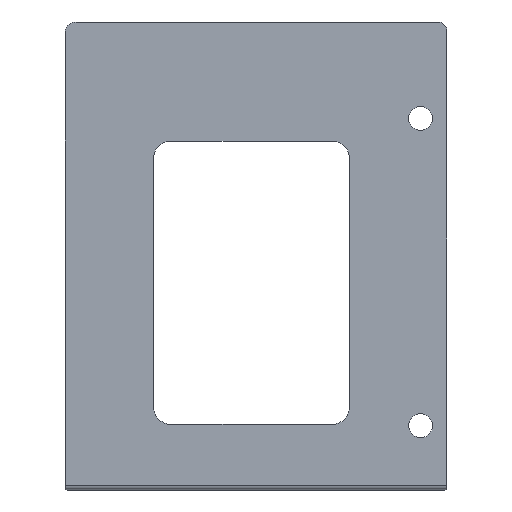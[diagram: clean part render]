
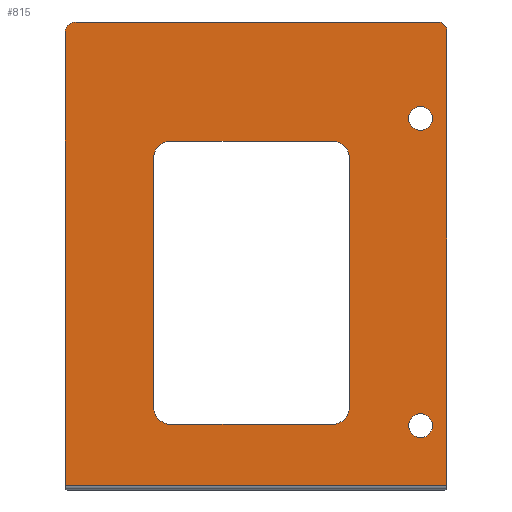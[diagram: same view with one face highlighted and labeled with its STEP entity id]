
A CAD part, top view. The second image highlights one B-rep face of the part: STEP entity #815.
In plain terms, the highlighted planar face has unit normal (0, 0, 1).
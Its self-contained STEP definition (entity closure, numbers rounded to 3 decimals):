
#26=FACE_BOUND('',#107,.T.);
#27=FACE_BOUND('',#108,.T.);
#28=FACE_BOUND('',#109,.T.);
#37=PLANE('',#891);
#55=FACE_OUTER_BOUND('',#106,.T.);
#106=EDGE_LOOP('',(#585,#586,#587,#588,#589,#590));
#107=EDGE_LOOP('',(#591));
#108=EDGE_LOOP('',(#592));
#109=EDGE_LOOP('',(#593,#594,#595,#596,#597,#598,#599,#600));
#159=LINE('',#1266,#225);
#171=LINE('',#1310,#237);
#172=LINE('',#1313,#238);
#176=LINE('',#1324,#242);
#177=LINE('',#1331,#243);
#178=LINE('',#1335,#244);
#179=LINE('',#1339,#245);
#180=LINE('',#1343,#246);
#225=VECTOR('',#989,10.);
#237=VECTOR('',#1027,10.);
#238=VECTOR('',#1030,10.);
#242=VECTOR('',#1040,10.);
#243=VECTOR('',#1045,10.);
#244=VECTOR('',#1048,10.);
#245=VECTOR('',#1051,10.);
#246=VECTOR('',#1054,10.);
#288=CIRCLE('',#873,2.);
#296=CIRCLE('',#884,2.5);
#301=CIRCLE('',#892,2.75);
#302=CIRCLE('',#893,2.75);
#303=CIRCLE('',#894,4.);
#304=CIRCLE('',#895,4.);
#305=CIRCLE('',#896,4.);
#306=CIRCLE('',#897,4.);
#345=VERTEX_POINT('',#1256);
#346=VERTEX_POINT('',#1258);
#348=VERTEX_POINT('',#1264);
#362=VERTEX_POINT('',#1296);
#367=VERTEX_POINT('',#1308);
#368=VERTEX_POINT('',#1312);
#373=VERTEX_POINT('',#1325);
#374=VERTEX_POINT('',#1327);
#375=VERTEX_POINT('',#1329);
#376=VERTEX_POINT('',#1330);
#377=VERTEX_POINT('',#1332);
#378=VERTEX_POINT('',#1334);
#379=VERTEX_POINT('',#1336);
#380=VERTEX_POINT('',#1338);
#381=VERTEX_POINT('',#1340);
#382=VERTEX_POINT('',#1342);
#421=EDGE_CURVE('',#345,#346,#288,.T.);
#425=EDGE_CURVE('',#348,#345,#159,.F.);
#440=EDGE_CURVE('',#362,#348,#296,.T.);
#447=EDGE_CURVE('',#362,#367,#171,.T.);
#448=EDGE_CURVE('',#346,#368,#172,.T.);
#454=EDGE_CURVE('',#367,#368,#176,.T.);
#455=EDGE_CURVE('',#373,#373,#301,.T.);
#456=EDGE_CURVE('',#374,#374,#302,.T.);
#457=EDGE_CURVE('',#375,#376,#177,.T.);
#458=EDGE_CURVE('',#375,#377,#303,.T.);
#459=EDGE_CURVE('',#378,#377,#178,.T.);
#460=EDGE_CURVE('',#378,#379,#304,.T.);
#461=EDGE_CURVE('',#380,#379,#179,.T.);
#462=EDGE_CURVE('',#380,#381,#305,.T.);
#463=EDGE_CURVE('',#382,#381,#180,.T.);
#464=EDGE_CURVE('',#382,#376,#306,.T.);
#585=ORIENTED_EDGE('',*,*,#421,.F.);
#586=ORIENTED_EDGE('',*,*,#425,.F.);
#587=ORIENTED_EDGE('',*,*,#440,.F.);
#588=ORIENTED_EDGE('',*,*,#447,.T.);
#589=ORIENTED_EDGE('',*,*,#454,.T.);
#590=ORIENTED_EDGE('',*,*,#448,.F.);
#591=ORIENTED_EDGE('',*,*,#455,.T.);
#592=ORIENTED_EDGE('',*,*,#456,.T.);
#593=ORIENTED_EDGE('',*,*,#457,.F.);
#594=ORIENTED_EDGE('',*,*,#458,.T.);
#595=ORIENTED_EDGE('',*,*,#459,.F.);
#596=ORIENTED_EDGE('',*,*,#460,.T.);
#597=ORIENTED_EDGE('',*,*,#461,.F.);
#598=ORIENTED_EDGE('',*,*,#462,.T.);
#599=ORIENTED_EDGE('',*,*,#463,.F.);
#600=ORIENTED_EDGE('',*,*,#464,.T.);
#815=ADVANCED_FACE('',(#55,#26,#27,#28),#37,.T.);
#873=AXIS2_PLACEMENT_3D('',#1259,#982,#983);
#884=AXIS2_PLACEMENT_3D('',#1297,#1015,#1016);
#891=AXIS2_PLACEMENT_3D('',#1323,#1038,#1039);
#892=AXIS2_PLACEMENT_3D('',#1326,#1041,#1042);
#893=AXIS2_PLACEMENT_3D('',#1328,#1043,#1044);
#894=AXIS2_PLACEMENT_3D('',#1333,#1046,#1047);
#895=AXIS2_PLACEMENT_3D('',#1337,#1049,#1050);
#896=AXIS2_PLACEMENT_3D('',#1341,#1052,#1053);
#897=AXIS2_PLACEMENT_3D('',#1344,#1055,#1056);
#982=DIRECTION('center_axis',(0.,0.,
-1.));
#983=DIRECTION('ref_axis',(0.707,0.707,0.));
#989=DIRECTION('',(-1.,0.,0.));
#1015=DIRECTION('center_axis',(0.,0.,
-1.));
#1016=DIRECTION('ref_axis',(-0.707,0.707,0.));
#1027=DIRECTION('',(0.,-1.,0.));
#1030=DIRECTION('',(0.,-1.,0.));
#1038=DIRECTION('center_axis',(0.,0.,
1.));
#1039=DIRECTION('ref_axis',(0.,-1.,0.));
#1040=DIRECTION('',(1.,0.,0.));
#1041=DIRECTION('center_axis',(0.,0.,
-1.));
#1042=DIRECTION('ref_axis',(0.,-1.,0.));
#1043=DIRECTION('center_axis',(0.,0.,
-1.));
#1044=DIRECTION('ref_axis',(0.,-1.,0.));
#1045=DIRECTION('',(0.,1.,0.));
#1046=DIRECTION('center_axis',(0.,0.,
-1.));
#1047=DIRECTION('ref_axis',(0.707,-0.707,0.));
#1048=DIRECTION('',(1.,0.,0.));
#1049=DIRECTION('center_axis',(0.,0.,
-1.));
#1050=DIRECTION('ref_axis',(-0.707,-0.707,0.));
#1051=DIRECTION('',(0.,-1.,0.));
#1052=DIRECTION('center_axis',(0.,0.,
-1.));
#1053=DIRECTION('ref_axis',(-0.707,0.707,0.));
#1054=DIRECTION('',(-1.,0.,0.));
#1055=DIRECTION('center_axis',(0.,0.,
-1.));
#1056=DIRECTION('ref_axis',(0.707,0.707,0.));
#1256=CARTESIAN_POINT('',(82.8,103.317,-36.909));
#1258=CARTESIAN_POINT('',(84.8,101.317,-36.909));
#1259=CARTESIAN_POINT('Origin',(82.8,101.317,-36.909));
#1264=CARTESIAN_POINT('',(-0.3,103.317,-36.909));
#1266=CARTESIAN_POINT('',(64.1,103.317,-36.909));
#1296=CARTESIAN_POINT('',(-2.8,100.817,-36.909));
#1297=CARTESIAN_POINT('Origin',(-0.3,100.817,-36.909));
#1308=CARTESIAN_POINT('',(-2.8,-3.,-36.909));
#1310=CARTESIAN_POINT('',(-2.8,94.067,-36.909));
#1312=CARTESIAN_POINT('',(84.8,-3.,-36.909));
#1313=CARTESIAN_POINT('',(84.8,0.317,-36.909));
#1323=CARTESIAN_POINT('Origin',(41.95,62.817,-36.909));
#1324=CARTESIAN_POINT('',(41.25,-3.,-36.909));
#1325=CARTESIAN_POINT('',(78.773,13.433,-36.909));
#1326=CARTESIAN_POINT('Origin',(78.773,10.683,-36.909));
#1327=CARTESIAN_POINT('',(78.751,83.933,-36.909));
#1328=CARTESIAN_POINT('Origin',(78.751,81.183,-36.909));
#1329=CARTESIAN_POINT('',(62.478,15.,-36.909));
#1330=CARTESIAN_POINT('',(62.478,72.,-36.909));
#1331=CARTESIAN_POINT('',(62.478,69.408,-36.909));
#1332=CARTESIAN_POINT('',(58.478,11.,-36.909));
#1333=CARTESIAN_POINT('Origin',(58.478,15.,-36.909));
#1334=CARTESIAN_POINT('',(21.478,11.,-36.909));
#1335=CARTESIAN_POINT('',(52.214,11.,-36.909));
#1336=CARTESIAN_POINT('',(17.478,15.,-36.909));
#1337=CARTESIAN_POINT('Origin',(21.478,15.,-36.909));
#1338=CARTESIAN_POINT('',(17.478,72.,-36.909));
#1339=CARTESIAN_POINT('',(17.478,36.908,-36.909));
#1340=CARTESIAN_POINT('',(21.478,76.,-36.909));
#1341=CARTESIAN_POINT('Origin',(21.478,72.,-36.909));
#1342=CARTESIAN_POINT('',(58.478,76.,-36.909));
#1343=CARTESIAN_POINT('',(29.714,76.,-36.909));
#1344=CARTESIAN_POINT('Origin',(58.478,72.,-36.909));
